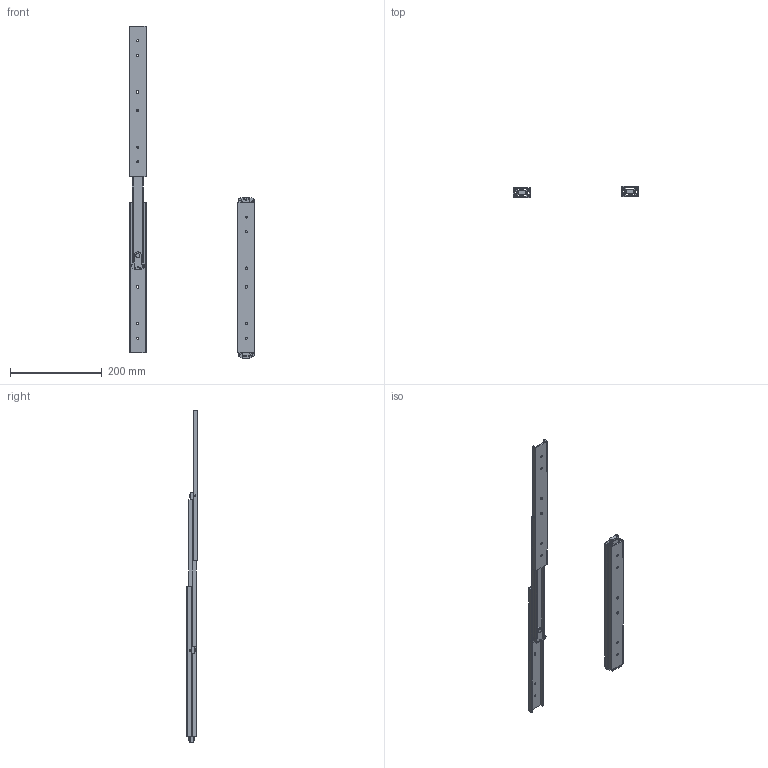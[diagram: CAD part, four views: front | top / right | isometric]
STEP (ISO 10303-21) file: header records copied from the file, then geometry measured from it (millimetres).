
FILE_DESCRIPTION(/* description */ ('3630-0040 OM'),/* implementation_level */ '2;1');
FILE_NAME(/* name */ '3630-0035.stp',/* time_stamp */ '2017-08-21T14:45:06+01:00',/* author */ ('kchown'),/* organization */ (''),/* preprocessor_version */ 'ST-DEVELOPER v15.6',/* originating_system */ 'Autodesk Inventor 2015',/* authorisation */ '');
FILE_SCHEMA (('AUTOMOTIVE_DESIGN { 1 0 10303 214 3 1 1 }'));
Length unit declared in the file: millimetre
Products named in the file (4): 3630-0035 OM; 3630-0035 IM; 3630-Rollers; 3630-0035
Assembly tree (12 placements, depth 2):
  3630-0035
    3630-0035 OM  x4
    3630-0035 IM  x4
    3630-Rollers  x4
Bounding box: 272.8 x 24.09 x 723 mm (x, y, z)
Volume: 247735.6 mm3; surface area: 249417.4 mm2
Topology: 12 solids, 12 shells, 260 faces, 680 edges, 452 vertices
Faces by surface type: plane 172, cylinder 88
Full cylindrical faces by diameter (mm): 1 x8, 2.5 x8, 2.6 x4, 4 x4, 4.3 x16, 5 x4, 6 x4, 8 x8, 9 x4
Entity records: 2092 total; most frequent: DIRECTION 358, CARTESIAN_POINT 339, ORIENTED_EDGE 300, EDGE_CURVE 150, AXIS2_PLACEMENT_3D 127, EDGE_LOOP 108, VERTEX_POINT 108, LINE 104
